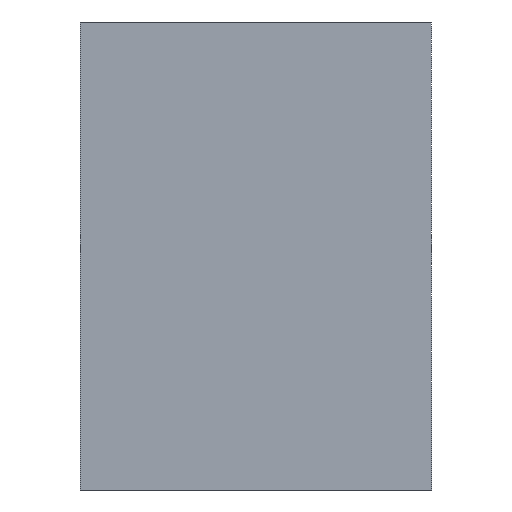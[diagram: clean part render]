
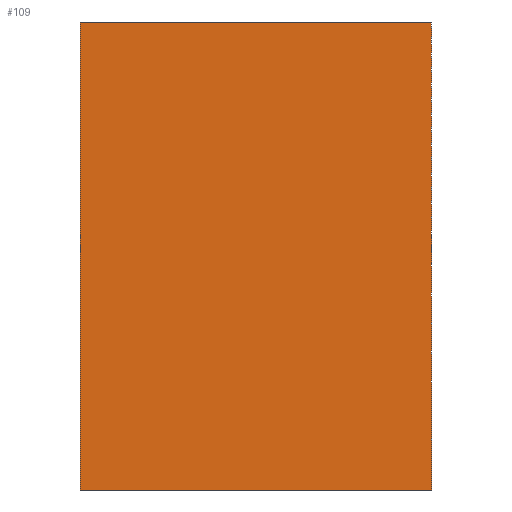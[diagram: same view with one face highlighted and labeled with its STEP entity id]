
A CAD part, front view. The second image highlights one B-rep face of the part: STEP entity #109.
In plain terms, the highlighted planar face has unit normal (0, -1, 0).
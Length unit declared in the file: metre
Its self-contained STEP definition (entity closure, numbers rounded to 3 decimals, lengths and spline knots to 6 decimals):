
#109 = ADVANCED_FACE( '', ( #198 ), #199, .F. );
#198 = FACE_OUTER_BOUND( '', #294, .T. );
#199 = PLANE( '', #295 );
#294 = EDGE_LOOP( '', ( #591, #592, #593, #594 ) );
#295 = AXIS2_PLACEMENT_3D( '', #595, #596, #597 );
#591 = ORIENTED_EDGE( '', *, *, #647, .F. );
#592 = ORIENTED_EDGE( '', *, *, #643, .F. );
#593 = ORIENTED_EDGE( '', *, *, #676, .F. );
#594 = ORIENTED_EDGE( '', *, *, #698, .F. );
#595 = CARTESIAN_POINT( '', ( 0., 0., 0. ) );
#596 = DIRECTION( '', ( 0., 1., 0. ) );
#597 = DIRECTION( '', ( 0., 0., 1. ) );
#643 = EDGE_CURVE( '', #749, #750, #751, .T. );
#647 = EDGE_CURVE( '', #750, #757, #758, .T. );
#676 = EDGE_CURVE( '', #808, #749, #810, .T. );
#698 = EDGE_CURVE( '', #757, #808, #852, .T. );
#749 = VERTEX_POINT( '', #923 );
#750 = VERTEX_POINT( '', #924 );
#751 = LINE( '', #925, #926 );
#757 = VERTEX_POINT( '', #935 );
#758 = LINE( '', #936, #937 );
#808 = VERTEX_POINT( '', #1014 );
#810 = LINE( '', #1017, #1018 );
#852 = LINE( '', #1081, #1082 );
#923 = CARTESIAN_POINT( '', ( 6., 0., 8. ) );
#924 = CARTESIAN_POINT( '', ( 6., 0., 0. ) );
#925 = CARTESIAN_POINT( '', ( 6., 0., 8. ) );
#926 = VECTOR( '', #1198, 1. );
#935 = CARTESIAN_POINT( '', ( 0., 0., 0. ) );
#936 = CARTESIAN_POINT( '', ( 6., 0., 0. ) );
#937 = VECTOR( '', #1202, 1. );
#1014 = CARTESIAN_POINT( '', ( 0., 0., 8. ) );
#1017 = CARTESIAN_POINT( '', ( 0., 0., 8. ) );
#1018 = VECTOR( '', #1231, 1. );
#1081 = CARTESIAN_POINT( '', ( 0., 0., 0. ) );
#1082 = VECTOR( '', #1253, 1. );
#1198 = DIRECTION( '', ( 0., 0., -1. ) );
#1202 = DIRECTION( '', ( -1., 0., 0. ) );
#1231 = DIRECTION( '', ( 1., 0., 0. ) );
#1253 = DIRECTION( '', ( 0., 0., 1. ) );
